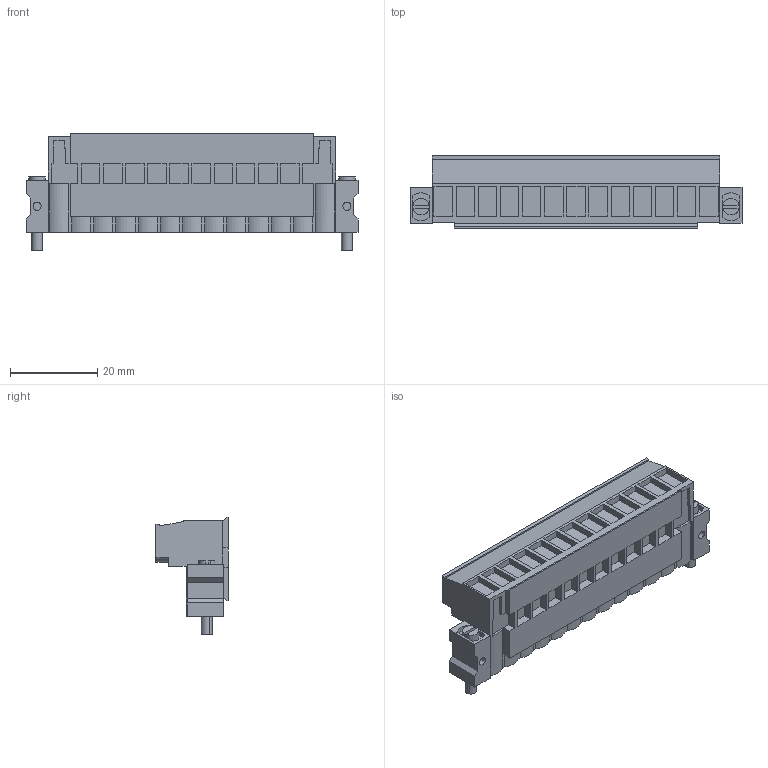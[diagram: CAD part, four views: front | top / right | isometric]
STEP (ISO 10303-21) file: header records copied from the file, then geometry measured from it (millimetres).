
FILE_DESCRIPTION(('CATIA V5 STEP','CAx-IF Rec.Pracs.--- Model Styling and Organization---1.2---2011-12-15'),'2;1');
FILE_NAME ('D1457459_0_1846320000_1846320000.stp','2017-06-01T07:42:07+00:00',('none'),('Weidmueller'),'CATIA Version 5-6 Release 2014','CATIA V5 STEP AP214','none');
FILE_SCHEMA(('AUTOMOTIVE_DESIGN { 1 0 10303 214 1 1 1 1 }'));
Length unit declared in the file: millimetre
Products named in the file (1): 1846320000
Bounding box: 76.16 x 16.6 x 26.98 mm (x, y, z)
Volume: 13491.2 mm3; surface area: 11350.1 mm2
Topology: 29 solids, 29 shells, 939 faces, 2554 edges, 1744 vertices
Faces by surface type: plane 698, cylinder 189, extrusion 52
Entity records: 28729 total; most frequent: CARTESIAN_POINT 6558, ORIENTED_EDGE 5108, DIRECTION 3484, EDGE_CURVE 2554, VECTOR 2062, LINE 2010, VERTEX_POINT 1744, EDGE_LOOP 1040
